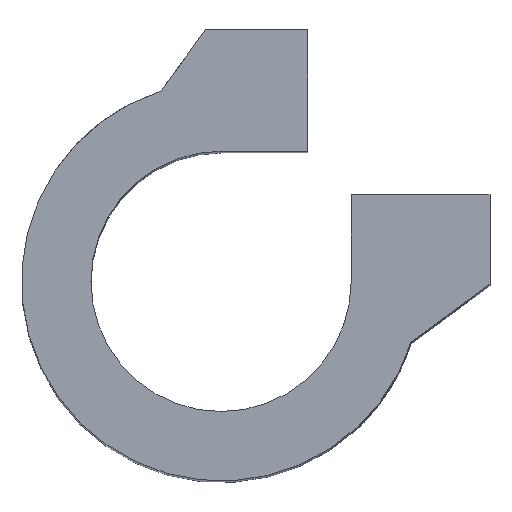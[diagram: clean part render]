
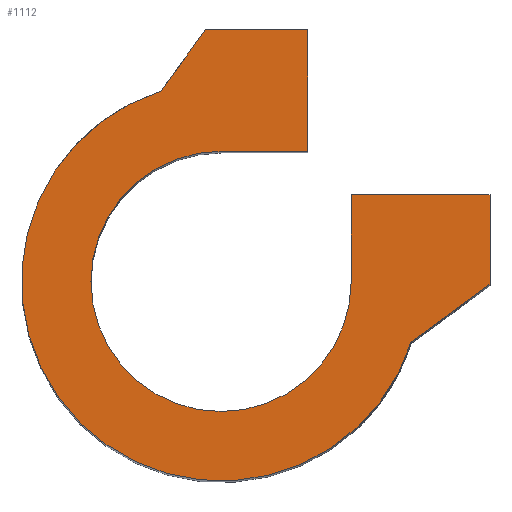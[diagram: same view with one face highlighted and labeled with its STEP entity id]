
A CAD part, top view. The second image highlights one B-rep face of the part: STEP entity #1112.
In plain terms, the highlighted face is planar.
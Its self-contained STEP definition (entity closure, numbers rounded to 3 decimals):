
#1 = VECTOR ( 'NONE', #604, 1000. ) ;
#11 = DIRECTION ( 'NONE',  ( 0., 1., 0. ) ) ;
#12 = EDGE_CURVE ( 'NONE', #931, #166, #401, .T. ) ;
#44 = AXIS2_PLACEMENT_3D ( 'NONE', #860, #290, #1157 ) ;
#46 = LINE ( 'NONE', #180, #539 ) ;
#51 = CARTESIAN_POINT ( 'NONE',  ( -8., 0., 0. ) ) ;
#71 = CARTESIAN_POINT ( 'NONE',  ( 7.5, -5., 0. ) ) ;
#102 = ORIENTED_EDGE ( 'NONE', *, *, #405, .T. ) ;
#108 = DIRECTION ( 'NONE',  ( 1., 0., 0. ) ) ;
#119 = DIRECTION ( 'NONE',  ( 0.59, -0.807, 0. ) ) ;
#131 = EDGE_CURVE ( 'NONE', #209, #931, #508, .T. ) ;
#153 = CARTESIAN_POINT ( 'NONE',  ( 2.5, 9.5, 0. ) ) ;
#166 = VERTEX_POINT ( 'NONE', #51 ) ;
#180 = CARTESIAN_POINT ( 'NONE',  ( 0., 0., 0. ) ) ;
#208 = CARTESIAN_POINT ( 'NONE',  ( -8., -5.164, 0. ) ) ;
#209 = VERTEX_POINT ( 'NONE', #239 ) ;
#239 = CARTESIAN_POINT ( 'NONE',  ( -3.459, -8.485, 0. ) ) ;
#242 = CIRCLE ( 'NONE', #44, 11.5 ) ;
#285 = CARTESIAN_POINT ( 'NONE',  ( -8., -5.164, 0. ) ) ;
#290 = DIRECTION ( 'NONE',  ( 0., 0., -1. ) ) ;
#309 = EDGE_CURVE ( 'NONE', #473, #456, #46, .T. ) ;
#311 = DIRECTION ( 'NONE',  ( -1., 0., 0. ) ) ;
#322 = VECTOR ( 'NONE', #119, 1000. ) ;
#325 = CARTESIAN_POINT ( 'NONE',  ( 2.5, 2.5, 0. ) ) ;
#327 = EDGE_CURVE ( 'NONE', #456, #829, #1227, .T. ) ;
#341 = PLANE ( 'NONE',  #898 ) ;
#350 = ORIENTED_EDGE ( 'NONE', *, *, #12, .T. ) ;
#395 = EDGE_LOOP ( 'NONE', ( #756, #457, #1135, #757, #102, #1063, #1089, #350, #397, #603 ) ) ;
#397 = ORIENTED_EDGE ( 'NONE', *, *, #744, .T. ) ;
#401 = LINE ( 'NONE', #208, #1017 ) ;
#405 = EDGE_CURVE ( 'NONE', #972, #652, #581, .T. ) ;
#408 = DIRECTION ( 'NONE',  ( 0., 1., 0. ) ) ;
#413 = CARTESIAN_POINT ( 'NONE',  ( 2.5, 9.5, 0. ) ) ;
#426 = VECTOR ( 'NONE', #108, 1000. ) ;
#438 = EDGE_CURVE ( 'NONE', #1136, #972, #574, .T. ) ;
#443 = EDGE_CURVE ( 'NONE', #652, #209, #242, .T. ) ;
#456 = VERTEX_POINT ( 'NONE', #1144 ) ;
#457 = ORIENTED_EDGE ( 'NONE', *, *, #1043, .T. ) ;
#465 = DIRECTION ( 'NONE',  ( 0., -1., 0. ) ) ;
#473 = VERTEX_POINT ( 'NONE', #1178 ) ;
#508 = LINE ( 'NONE', #1165, #734 ) ;
#539 = VECTOR ( 'NONE', #465, 1000. ) ;
#558 = CARTESIAN_POINT ( 'NONE',  ( 8.395, 9.5, 0. ) ) ;
#574 = LINE ( 'NONE', #413, #426 ) ;
#581 = LINE ( 'NONE', #1065, #322 ) ;
#603 = ORIENTED_EDGE ( 'NONE', *, *, #309, .T. ) ;
#604 = DIRECTION ( 'NONE',  ( 1., 0., 0. ) ) ;
#607 = CARTESIAN_POINT ( 'NONE',  ( 7.5, 2.5, 0. ) ) ;
#609 = VERTEX_POINT ( 'NONE', #1198 ) ;
#616 = VECTOR ( 'NONE', #311, 1000. ) ;
#648 = CARTESIAN_POINT ( 'NONE',  ( 7.5, -5., 0. ) ) ;
#652 = VERTEX_POINT ( 'NONE', #1103 ) ;
#667 = LINE ( 'NONE', #792, #1 ) ;
#689 = DIRECTION ( 'NONE',  ( -0.807, 0.59, 0. ) ) ;
#734 = VECTOR ( 'NONE', #689, 1000. ) ;
#744 = EDGE_CURVE ( 'NONE', #166, #473, #667, .T. ) ;
#756 = ORIENTED_EDGE ( 'NONE', *, *, #327, .T. ) ;
#757 = ORIENTED_EDGE ( 'NONE', *, *, #438, .T. ) ;
#792 = CARTESIAN_POINT ( 'NONE',  ( -8., 0., 0. ) ) ;
#829 = VERTEX_POINT ( 'NONE', #885 ) ;
#860 = CARTESIAN_POINT ( 'NONE',  ( 7.5, -5., 0. ) ) ;
#885 = CARTESIAN_POINT ( 'NONE',  ( 7.5, 2.5, 0. ) ) ;
#898 = AXIS2_PLACEMENT_3D ( 'NONE', #71, #1114, #1184 ) ;
#921 = FACE_OUTER_BOUND ( 'NONE', #395, .T. ) ;
#931 = VERTEX_POINT ( 'NONE', #285 ) ;
#954 = AXIS2_PLACEMENT_3D ( 'NONE', #648, #1033, #1132 ) ;
#971 = LINE ( 'NONE', #325, #1193 ) ;
#972 = VERTEX_POINT ( 'NONE', #558 ) ;
#1003 = EDGE_CURVE ( 'NONE', #609, #1136, #971, .T. ) ;
#1017 = VECTOR ( 'NONE', #11, 1000. ) ;
#1033 = DIRECTION ( 'NONE',  ( 0., 0., 1. ) ) ;
#1043 = EDGE_CURVE ( 'NONE', #829, #609, #1158, .T. ) ;
#1063 = ORIENTED_EDGE ( 'NONE', *, *, #443, .T. ) ;
#1065 = CARTESIAN_POINT ( 'NONE',  ( 8.395, 9.5, 0. ) ) ;
#1089 = ORIENTED_EDGE ( 'NONE', *, *, #131, .T. ) ;
#1103 = CARTESIAN_POINT ( 'NONE',  ( 10.985, 5.959, 0. ) ) ;
#1112 = ADVANCED_FACE ( 'NONE', ( #921 ), #341, .T. ) ;
#1114 = DIRECTION ( 'NONE',  ( 0., 0., -1. ) ) ;
#1132 = DIRECTION ( 'NONE',  ( -1., 0., 0. ) ) ;
#1135 = ORIENTED_EDGE ( 'NONE', *, *, #1003, .T. ) ;
#1136 = VERTEX_POINT ( 'NONE', #153 ) ;
#1144 = CARTESIAN_POINT ( 'NONE',  ( 0., -5., 0. ) ) ;
#1157 = DIRECTION ( 'NONE',  ( -1., 0., 0. ) ) ;
#1158 = LINE ( 'NONE', #607, #616 ) ;
#1165 = CARTESIAN_POINT ( 'NONE',  ( -3.459, -8.485, 0. ) ) ;
#1178 = CARTESIAN_POINT ( 'NONE',  ( 0., 0., 0. ) ) ;
#1184 = DIRECTION ( 'NONE',  ( -1., 0., 0. ) ) ;
#1193 = VECTOR ( 'NONE', #408, 1000. ) ;
#1198 = CARTESIAN_POINT ( 'NONE',  ( 2.5, 2.5, 0. ) ) ;
#1227 = CIRCLE ( 'NONE', #954, 7.5 ) ;
